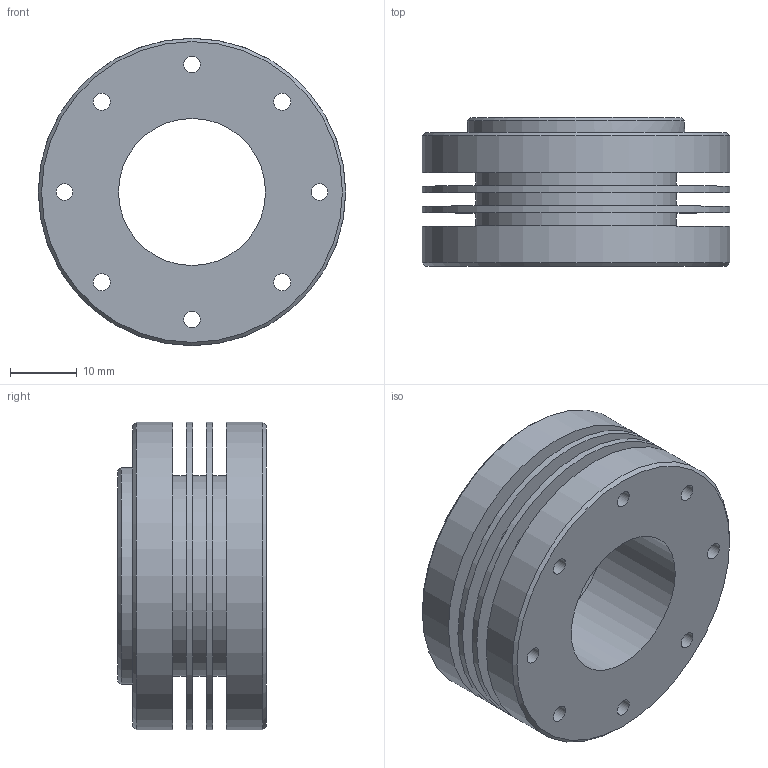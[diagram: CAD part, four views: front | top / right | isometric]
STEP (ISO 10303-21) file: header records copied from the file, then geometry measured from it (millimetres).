
FILE_DESCRIPTION(/* description */ (''),/* implementation_level */ '2;1');
FILE_NAME(/* name */ 'HeatSink_v1.1.step',/* time_stamp */ '2020-06-09T23:27:20+02:00',/* author */ (''),/* organization */ (''),/* preprocessor_version */ 'ST-DEVELOPER v18.1',/* originating_system */ 'Autodesk Translation Framework v9.3.0.1241',/* authorisation */ '');
FILE_SCHEMA (('AUTOMOTIVE_DESIGN { 1 0 10303 214 3 1 1 }'));
Length unit declared in the file: millimetre
Products named in the file (1): HeatSink
Bounding box: 46.02 x 22.25 x 46.02 mm (x, y, z)
Volume: 19475.7 mm3; surface area: 13149.1 mm2
Topology: 1 solids, 1 shells, 58 faces, 142 edges, 94 vertices
Faces by surface type: cylinder 42, plane 11, cone 5
Full cylindrical faces by diameter (mm): 2.5 x32, 22 x1, 25.099 x1, 30 x3, 32.5 x1, 46 x3
Entity records: 1933 total; most frequent: DIRECTION 354, CARTESIAN_POINT 300, ORIENTED_EDGE 284, AXIS2_PLACEMENT_3D 154, EDGE_CURVE 142, EDGE_LOOP 132, CIRCLE 95, VERTEX_POINT 94
